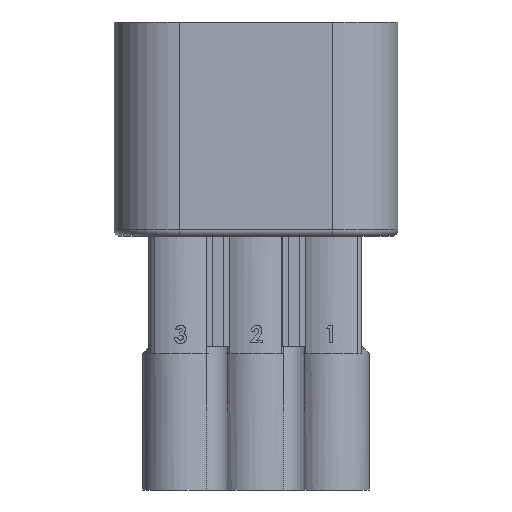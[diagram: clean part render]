
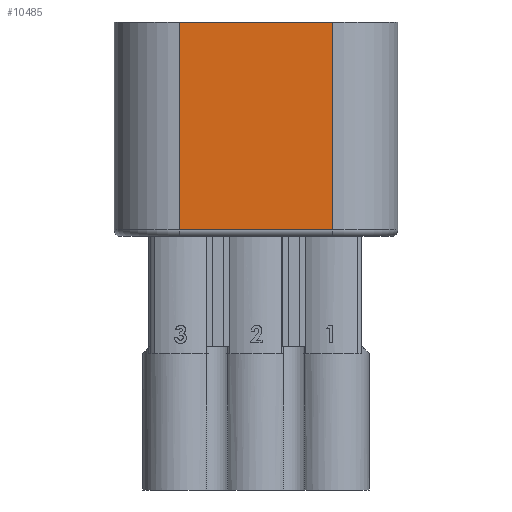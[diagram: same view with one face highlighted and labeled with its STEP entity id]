
A CAD part, front view. The second image highlights one B-rep face of the part: STEP entity #10485.
In plain terms, the highlighted planar face has unit normal (0, -1, 0).
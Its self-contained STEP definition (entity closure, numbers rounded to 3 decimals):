
#726 = EDGE_CURVE ( 'NONE', #3063, #1617, #7920, .T. ) ;
#1108 = DIRECTION ( 'NONE',  ( 0., 0., -1. ) ) ;
#1275 = ORIENTED_EDGE ( 'NONE', *, *, #726, .T. ) ;
#1617 = VERTEX_POINT ( 'NONE', #6090 ) ;
#1787 = EDGE_CURVE ( 'NONE', #1617, #9512, #7307, .T. ) ;
#1823 = DIRECTION ( 'NONE',  ( 0., 0., 1. ) ) ;
#2351 = VERTEX_POINT ( 'NONE', #2627 ) ;
#2627 = CARTESIAN_POINT ( 'NONE',  ( 5., 0., 0. ) ) ;
#3063 = VERTEX_POINT ( 'NONE', #8573 ) ;
#3607 = CARTESIAN_POINT ( 'NONE',  ( 5., 0., -16.5 ) ) ;
#3820 = LINE ( 'NONE', #10934, #5621 ) ;
#5537 = DIRECTION ( 'NONE',  ( 0., -1., 0. ) ) ;
#5621 = VECTOR ( 'NONE', #9189, 1000. ) ;
#6069 = ORIENTED_EDGE ( 'NONE', *, *, #1787, .T. ) ;
#6090 = CARTESIAN_POINT ( 'NONE',  ( 16.8, 0., -16. ) ) ;
#6221 = DIRECTION ( 'NONE',  ( 1., 0., 0. ) ) ;
#6316 = ORIENTED_EDGE ( 'NONE', *, *, #9393, .F. ) ;
#7307 = LINE ( 'NONE', #9130, #9711 ) ;
#7470 = AXIS2_PLACEMENT_3D ( 'NONE', #10981, #5537, #1108 ) ;
#7638 = VECTOR ( 'NONE', #6221, 1000. ) ;
#7920 = LINE ( 'NONE', #8755, #7638 ) ;
#7963 = LINE ( 'NONE', #3607, #8039 ) ;
#8039 = VECTOR ( 'NONE', #10555, 1000. ) ;
#8235 = PLANE ( 'NONE',  #7470 ) ;
#8298 = CARTESIAN_POINT ( 'NONE',  ( 16.8, 0., 0. ) ) ;
#8485 = ORIENTED_EDGE ( 'NONE', *, *, #10739, .F. ) ;
#8573 = CARTESIAN_POINT ( 'NONE',  ( 5., 0., -16. ) ) ;
#8638 = EDGE_LOOP ( 'NONE', ( #8485, #1275, #6069, #6316 ) ) ;
#8755 = CARTESIAN_POINT ( 'NONE',  ( 16.8, 0., -16. ) ) ;
#9130 = CARTESIAN_POINT ( 'NONE',  ( 16.8, 0., -16.5 ) ) ;
#9189 = DIRECTION ( 'NONE',  ( 1., 0., 0. ) ) ;
#9393 = EDGE_CURVE ( 'NONE', #2351, #9512, #3820, .T. ) ;
#9512 = VERTEX_POINT ( 'NONE', #8298 ) ;
#9711 = VECTOR ( 'NONE', #1823, 1000. ) ;
#10485 = ADVANCED_FACE ( 'NONE', ( #10871 ), #8235, .T. ) ;
#10555 = DIRECTION ( 'NONE',  ( 0., 0., 1. ) ) ;
#10739 = EDGE_CURVE ( 'NONE', #3063, #2351, #7963, .T. ) ;
#10871 = FACE_OUTER_BOUND ( 'NONE', #8638, .T. ) ;
#10934 = CARTESIAN_POINT ( 'NONE',  ( 5., 0., 0. ) ) ;
#10981 = CARTESIAN_POINT ( 'NONE',  ( 5., 0., -16.5 ) ) ;
